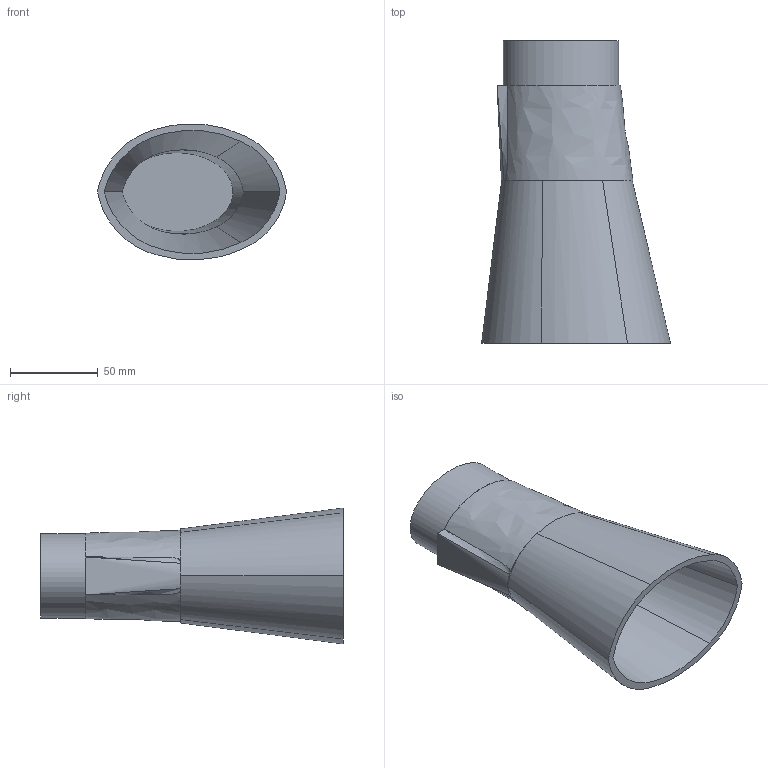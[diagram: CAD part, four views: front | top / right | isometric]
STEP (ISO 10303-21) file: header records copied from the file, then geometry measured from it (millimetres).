
FILE_DESCRIPTION(/* description */ ('STEP AP242','CAx-IF Rec.Pracs.---Representation and Presentation of Product Manufacturing Information (PMI)---4.0---2014-10-13','CAx-IF Rec.Pracs.---3D Tessellated Geometry---0.4---2014-09-14','2;1'),/* implementation_level */ '2;1');
FILE_NAME(/* name */ '682116fba6597d120272a787',/* time_stamp */ '2025-05-11T21:30:35Z',/* author */ (''),/* organization */ (''),/* preprocessor_version */ 'ST-DEVELOPER v20',/* originating_system */ 'ONSHAPE BY PTC INC, 1.197',/* authorisation */ ' ');
FILE_SCHEMA (('AP242_MANAGED_MODEL_BASED_3D_ENGINEERING_MIM_LF { 1 0 10303 442 1 1 4 }'));
Length unit declared in the file: metre
Products named in the file (3): Forearm 2; Rotawrist1V1; Part 3
Bounding box: 107.78 x 172.49 x 77.52 mm (x, y, z)
Volume: 156326.7 mm3; surface area: 76835 mm2
Topology: 3 solids, 3 shells, 27 faces, 57 edges, 37 vertices
Faces by surface type: bspline 20, plane 6, cylinder 1
Entity records: 1676 total; most frequent: CARTESIAN_POINT 1147, ORIENTED_EDGE 110, EDGE_CURVE 55, DIRECTION 46, VERTEX_POINT 37, B_SPLINE_CURVE_WITH_KNOTS 35, EDGE_LOOP 34, FACE_BOUND 34
